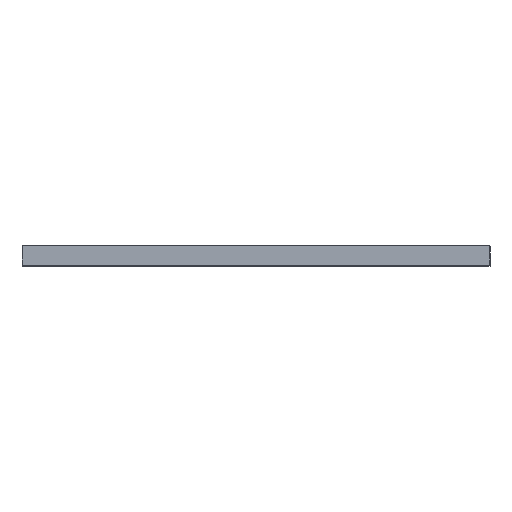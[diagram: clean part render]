
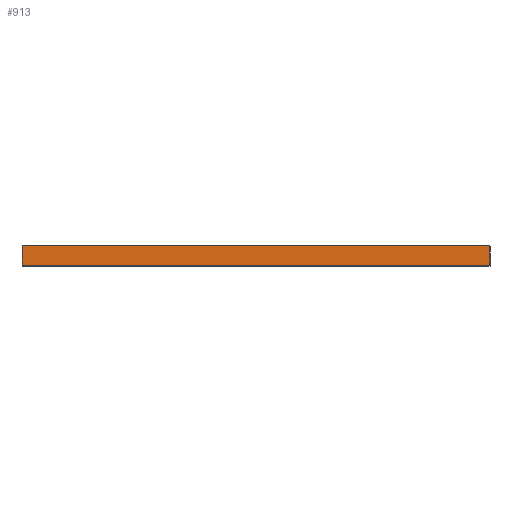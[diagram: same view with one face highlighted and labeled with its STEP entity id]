
A CAD part, top view. The second image highlights one B-rep face of the part: STEP entity #913.
In plain terms, the highlighted planar face has unit normal (0, 0, 1).
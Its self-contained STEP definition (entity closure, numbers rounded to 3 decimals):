
#68=PLANE('',#1031);
#109=FACE_OUTER_BOUND('',#150,.T.);
#150=EDGE_LOOP('',(#721,#722,#723,#724));
#255=LINE('',#1515,#318);
#256=LINE('',#1518,#319);
#257=LINE('',#1520,#320);
#258=LINE('',#1521,#321);
#318=VECTOR('',#1276,10.);
#319=VECTOR('',#1279,10.);
#320=VECTOR('',#1280,10.);
#321=VECTOR('',#1281,10.);
#452=VERTEX_POINT('',#1511);
#453=VERTEX_POINT('',#1513);
#454=VERTEX_POINT('',#1517);
#455=VERTEX_POINT('',#1519);
#567=EDGE_CURVE('',#452,#453,#255,.T.);
#568=EDGE_CURVE('',#454,#452,#256,.T.);
#569=EDGE_CURVE('',#455,#453,#257,.T.);
#570=EDGE_CURVE('',#454,#455,#258,.T.);
#721=ORIENTED_EDGE('',*,*,#568,.T.);
#722=ORIENTED_EDGE('',*,*,#567,.T.);
#723=ORIENTED_EDGE('',*,*,#569,.F.);
#724=ORIENTED_EDGE('',*,*,#570,.F.);
#913=ADVANCED_FACE('',(#109),#68,.T.);
#1031=AXIS2_PLACEMENT_3D('',#1516,#1277,#1278);
#1276=DIRECTION('',(0.,1.,0.));
#1277=DIRECTION('center_axis',(0.,0.,1.));
#1278=DIRECTION('ref_axis',(1.,0.,0.));
#1279=DIRECTION('',(1.,0.,0.));
#1280=DIRECTION('',(1.,0.,0.));
#1281=DIRECTION('',(0.,1.,0.));
#1511=CARTESIAN_POINT('',(69.677,0.,69.783));
#1513=CARTESIAN_POINT('',(69.677,5.,69.783));
#1515=CARTESIAN_POINT('',(69.677,0.,69.783));
#1516=CARTESIAN_POINT('Origin',(-50.323,0.,69.783));
#1517=CARTESIAN_POINT('',(-50.323,0.,69.783));
#1518=CARTESIAN_POINT('',(-25.323,0.,69.783));
#1519=CARTESIAN_POINT('',(-50.323,5.,69.783));
#1520=CARTESIAN_POINT('',(-25.323,5.,69.783));
#1521=CARTESIAN_POINT('',(-50.323,0.,69.783));
